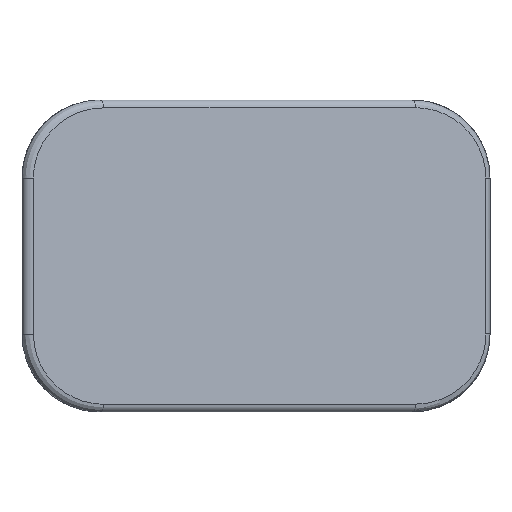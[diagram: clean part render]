
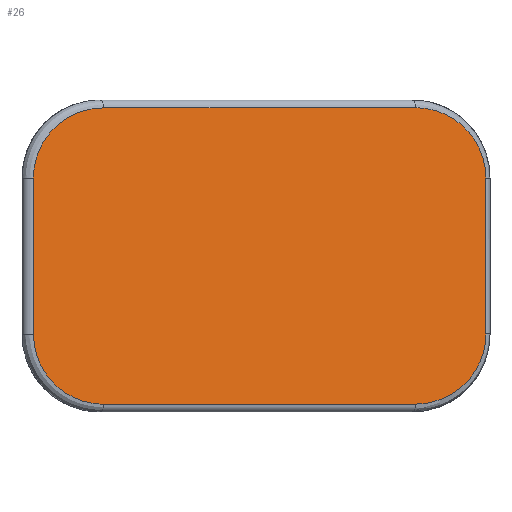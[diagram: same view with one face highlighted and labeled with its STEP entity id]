
A CAD part, left-side view. The second image highlights one B-rep face of the part: STEP entity #26.
In plain terms, the highlighted planar face has unit normal (-0.883, -0.469, 0).
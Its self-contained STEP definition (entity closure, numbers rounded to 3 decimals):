
#26=ADVANCED_FACE('',(#52),#358,.T.);
#52=FACE_OUTER_BOUND('',#78,.T.);
#78=EDGE_LOOP('',(#110,#111,#112,#113,#114,#115,#116,#117));
#110=ORIENTED_EDGE('',*,*,#236,.T.);
#111=ORIENTED_EDGE('',*,*,#269,.F.);
#112=ORIENTED_EDGE('',*,*,#233,.T.);
#113=ORIENTED_EDGE('',*,*,#247,.T.);
#114=ORIENTED_EDGE('',*,*,#245,.T.);
#115=ORIENTED_EDGE('',*,*,#215,.F.);
#116=ORIENTED_EDGE('',*,*,#242,.T.);
#117=ORIENTED_EDGE('',*,*,#214,.T.);
#214=EDGE_CURVE('',#328,#326,#320,.T.);
#215=EDGE_CURVE('',#331,#333,#321,.T.);
#233=EDGE_CURVE('',#332,#329,#283,.T.);
#236=EDGE_CURVE('',#326,#327,#286,.T.);
#242=EDGE_CURVE('',#331,#328,#292,.T.);
#245=EDGE_CURVE('',#330,#333,#295,.T.);
#247=EDGE_CURVE('',#329,#330,#297,.T.);
#269=EDGE_CURVE('',#332,#327,#319,.T.);
#283=(
BOUNDED_CURVE()
B_SPLINE_CURVE(3,(#797,#798,#799,#800,#801,#802,#803,#804,#805,#806,#807),
 .UNSPECIFIED.,.F.,.F.)
B_SPLINE_CURVE_WITH_KNOTS((4,1,1,1,1,1,1,1,4),(0.,23.058,34.762,
46.466,69.751,93.036,110.695,128.355,
150.888),.UNSPECIFIED.)
CURVE()
GEOMETRIC_REPRESENTATION_ITEM()
RATIONAL_B_SPLINE_CURVE((1.,1.,1.,1.,1.,1.,1.,1.,1.,1.,1.))
REPRESENTATION_ITEM('')
);
#286=(
BOUNDED_CURVE()
B_SPLINE_CURVE(3,(#822,#823,#824,#825,#826,#827,#828,#829,#830),
 .UNSPECIFIED.,.F.,.F.)
B_SPLINE_CURVE_WITH_KNOTS((4,1,1,1,1,1,4),(5.319,63.171,
86.456,109.741,121.445,133.149,156.207),
 .UNSPECIFIED.)
CURVE()
GEOMETRIC_REPRESENTATION_ITEM()
RATIONAL_B_SPLINE_CURVE((1.,1.,1.,1.,1.,1.,1.,1.,1.))
REPRESENTATION_ITEM('')
);
#292=(
BOUNDED_CURVE()
B_SPLINE_CURVE(3,(#851,#852,#853,#854,#855,#856,#857,#858,#859,#860,#861),
 .UNSPECIFIED.,.F.,.F.)
B_SPLINE_CURVE_WITH_KNOTS((4,1,1,1,1,1,1,1,4),(0.,22.3,33.698,
45.095,68.724,92.354,108.368,124.383,
150.888),.UNSPECIFIED.)
CURVE()
GEOMETRIC_REPRESENTATION_ITEM()
RATIONAL_B_SPLINE_CURVE((1.,1.,1.,1.,1.,1.,
1.,1.,1.,1.,1.))
REPRESENTATION_ITEM('')
);
#295=(
BOUNDED_CURVE()
B_SPLINE_CURVE(3,(#876,#877,#878,#879,#880,#881,#882,#883,#884,#885,#886),
 .UNSPECIFIED.,.F.,.F.)
B_SPLINE_CURVE_WITH_KNOTS((4,1,1,1,1,1,1,1,4),(-5.319,21.186,
37.201,53.215,76.845,100.474,111.871,
123.269,145.569),.UNSPECIFIED.)
CURVE()
GEOMETRIC_REPRESENTATION_ITEM()
RATIONAL_B_SPLINE_CURVE((1.,1.,1.,1.,1.,1.,1.,1.,1.,1.,1.))
REPRESENTATION_ITEM('')
);
#297=(
BOUNDED_CURVE()
B_SPLINE_CURVE(1,(#912,#913),.UNSPECIFIED.,.F.,.F.)
B_SPLINE_CURVE_WITH_KNOTS((2,2),(-5.317,447.711),
 .UNSPECIFIED.)
CURVE()
GEOMETRIC_REPRESENTATION_ITEM()
RATIONAL_B_SPLINE_CURVE((1.,1.))
REPRESENTATION_ITEM('')
);
#319=(
BOUNDED_CURVE()
B_SPLINE_CURVE(1,(#986,#987),.UNSPECIFIED.,.F.,.F.)
B_SPLINE_CURVE_WITH_KNOTS((2,2),(0.,200.),
 .UNSPECIFIED.)
CURVE()
GEOMETRIC_REPRESENTATION_ITEM()
RATIONAL_B_SPLINE_CURVE((1.,1.))
REPRESENTATION_ITEM('')
);
#320=B_SPLINE_CURVE_WITH_KNOTS('',1,(#754,#755),.UNSPECIFIED.,.F.,.F.,(2,
2),(5.317,458.345),.UNSPECIFIED.);
#321=B_SPLINE_CURVE_WITH_KNOTS('',1,(#756,#757),.UNSPECIFIED.,.F.,.F.,(2,
2),(0.,200.),.UNSPECIFIED.);
#326=VERTEX_POINT('',#722);
#327=VERTEX_POINT('',#723);
#328=VERTEX_POINT('',#724);
#329=VERTEX_POINT('',#725);
#330=VERTEX_POINT('',#726);
#331=VERTEX_POINT('',#727);
#332=VERTEX_POINT('',#728);
#333=VERTEX_POINT('',#729);
#358=PLANE('',#404);
#404=AXIS2_PLACEMENT_3D('',#426,#409,$);
#409=DIRECTION('',(-0.883,-0.469,0.));
#426=CARTESIAN_POINT('',(315.573,-6.,-4.));
#722=CARTESIAN_POINT('',(261.708,95.305,10.));
#723=CARTESIAN_POINT('',(309.562,5.305,100.));
#724=CARTESIAN_POINT('',(49.024,495.305,10.));
#725=CARTESIAN_POINT('',(261.708,95.305,390.));
#726=CARTESIAN_POINT('',(49.024,495.305,390.));
#727=CARTESIAN_POINT('',(1.171,585.305,100.));
#728=CARTESIAN_POINT('',(309.562,5.305,300.));
#729=CARTESIAN_POINT('',(1.171,585.305,300.));
#754=CARTESIAN_POINT('',(49.024,495.305,10.));
#755=CARTESIAN_POINT('',(261.708,95.305,10.));
#756=CARTESIAN_POINT('',(1.171,585.305,100.));
#757=CARTESIAN_POINT('',(1.171,585.305,300.));
#797=CARTESIAN_POINT('',(309.562,5.305,300.));
#798=CARTESIAN_POINT('',(309.564,5.301,307.687));
#799=CARTESIAN_POINT('',(308.763,6.808,319.268));
#800=CARTESIAN_POINT('',(306.198,11.631,333.802));
#801=CARTESIAN_POINT('',(302.698,18.214,347.51));
#802=CARTESIAN_POINT('',(296.79,29.327,362.513));
#803=CARTESIAN_POINT('',(288.614,44.702,375.212));
#804=CARTESIAN_POINT('',(280.268,60.4,383.461));
#805=CARTESIAN_POINT('',(271.524,76.844,388.692));
#806=CARTESIAN_POINT('',(265.234,88.673,390.));
#807=CARTESIAN_POINT('',(261.708,95.305,390.));
#822=CARTESIAN_POINT('',(261.708,95.305,10.));
#823=CARTESIAN_POINT('',(270.754,78.293,9.988));
#824=CARTESIAN_POINT('',(283.49,54.34,16.826));
#825=CARTESIAN_POINT('',(296.793,29.32,37.494));
#826=CARTESIAN_POINT('',(302.696,18.218,52.486));
#827=CARTESIAN_POINT('',(306.199,11.63,66.2));
#828=CARTESIAN_POINT('',(308.762,6.81,80.729));
#829=CARTESIAN_POINT('',(309.565,5.3,92.314));
#830=CARTESIAN_POINT('',(309.562,5.305,100.));
#851=CARTESIAN_POINT('',(1.171,585.305,100.));
#852=CARTESIAN_POINT('',(1.169,585.309,92.566));
#853=CARTESIAN_POINT('',(1.919,583.898,81.338));
#854=CARTESIAN_POINT('',(4.334,579.355,67.177));
#855=CARTESIAN_POINT('',(7.722,572.984,53.445));
#856=CARTESIAN_POINT('',(13.579,561.969,38.176));
#857=CARTESIAN_POINT('',(21.584,546.912,25.518));
#858=CARTESIAN_POINT('',(29.454,532.112,17.449));
#859=CARTESIAN_POINT('',(38.222,515.621,11.628));
#860=CARTESIAN_POINT('',(44.877,503.106,10.));
#861=CARTESIAN_POINT('',(49.024,495.305,10.));
#876=CARTESIAN_POINT('',(49.024,495.305,390.));
#877=CARTESIAN_POINT('',(44.877,503.106,390.));
#878=CARTESIAN_POINT('',(38.222,515.622,388.372));
#879=CARTESIAN_POINT('',(29.454,532.112,382.551));
#880=CARTESIAN_POINT('',(21.584,546.912,374.482));
#881=CARTESIAN_POINT('',(13.579,561.969,361.824));
#882=CARTESIAN_POINT('',(7.722,572.984,346.555));
#883=CARTESIAN_POINT('',(4.334,579.355,332.822));
#884=CARTESIAN_POINT('',(1.919,583.898,318.663));
#885=CARTESIAN_POINT('',(1.169,585.309,307.434));
#886=CARTESIAN_POINT('',(1.171,585.305,300.));
#912=CARTESIAN_POINT('',(261.708,95.305,390.));
#913=CARTESIAN_POINT('',(49.024,495.305,390.));
#986=CARTESIAN_POINT('',(309.562,5.305,300.));
#987=CARTESIAN_POINT('',(309.562,5.305,100.));
